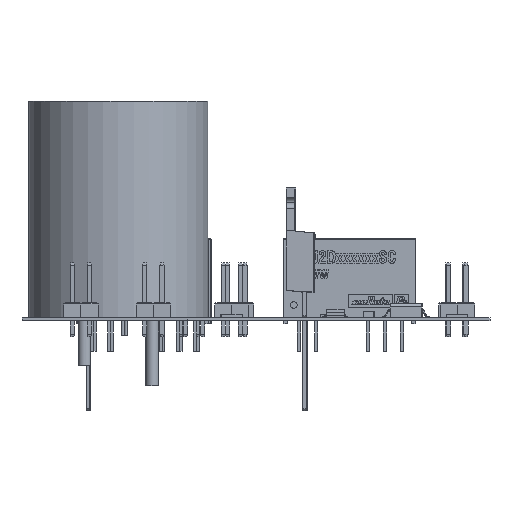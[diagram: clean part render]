
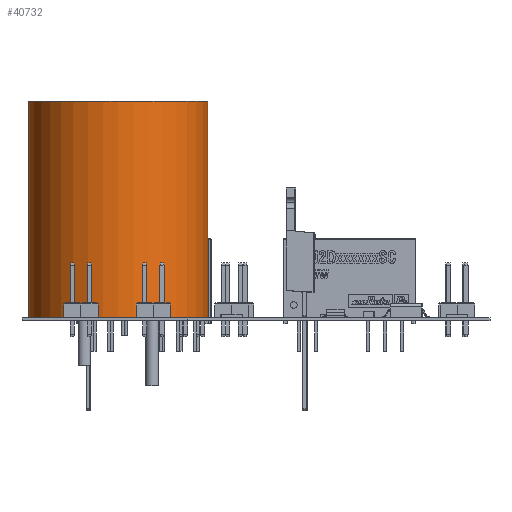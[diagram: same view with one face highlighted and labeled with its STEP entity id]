
A CAD part, left-side view. The second image highlights one B-rep face of the part: STEP entity #40732.
In plain terms, the highlighted cylindrical face has radius 13.25 mm (diameter 26.5 mm), a full revolution.
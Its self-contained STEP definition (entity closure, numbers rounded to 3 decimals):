
#40732 = ADVANCED_FACE('',(#40733),#40760,.T.);
#40733 = FACE_BOUND('',#40734,.T.);
#40734 = EDGE_LOOP('',(#40735,#40744,#40752,#40759));
#40735 = ORIENTED_EDGE('',*,*,#40736,.F.);
#40736 = EDGE_CURVE('',#40737,#40737,#40739,.T.);
#40737 = VERTEX_POINT('',#40738);
#40738 = CARTESIAN_POINT('',(13.25,0.,32.));
#40739 = CIRCLE('',#40740,13.25);
#40740 = AXIS2_PLACEMENT_3D('',#40741,#40742,#40743);
#40741 = CARTESIAN_POINT('',(0.,0.,32.));
#40742 = DIRECTION('',(0.,0.,1.));
#40743 = DIRECTION('',(1.,0.,0.));
#40744 = ORIENTED_EDGE('',*,*,#40745,.F.);
#40745 = EDGE_CURVE('',#40746,#40737,#40748,.T.);
#40746 = VERTEX_POINT('',#40747);
#40747 = CARTESIAN_POINT('',(13.25,0.,0.));
#40748 = LINE('',#40749,#40750);
#40749 = CARTESIAN_POINT('',(13.25,0.,0.));
#40750 = VECTOR('',#40751,1.);
#40751 = DIRECTION('',(0.,0.,1.));
#40752 = ORIENTED_EDGE('',*,*,#40753,.T.);
#40753 = EDGE_CURVE('',#40746,#40746,#40754,.T.);
#40754 = CIRCLE('',#40755,13.25);
#40755 = AXIS2_PLACEMENT_3D('',#40756,#40757,#40758);
#40756 = CARTESIAN_POINT('',(0.,0.,0.));
#40757 = DIRECTION('',(0.,0.,1.));
#40758 = DIRECTION('',(1.,0.,0.));
#40759 = ORIENTED_EDGE('',*,*,#40745,.T.);
#40760 = CYLINDRICAL_SURFACE('',#40761,13.25);
#40761 = AXIS2_PLACEMENT_3D('',#40762,#40763,#40764);
#40762 = CARTESIAN_POINT('',(0.,0.,0.));
#40763 = DIRECTION('',(0.,0.,1.));
#40764 = DIRECTION('',(1.,0.,0.));
